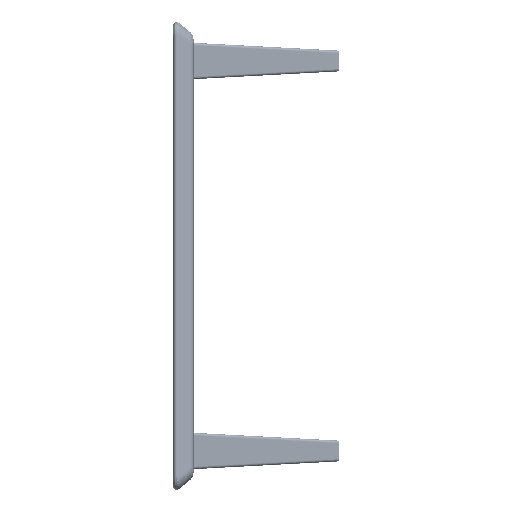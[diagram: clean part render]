
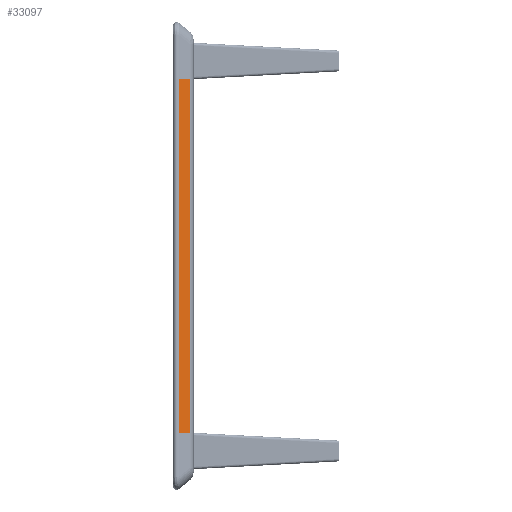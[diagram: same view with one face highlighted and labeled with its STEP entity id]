
A CAD part, left-side view. The second image highlights one B-rep face of the part: STEP entity #33097.
In plain terms, the highlighted planar face has unit normal (-0.777, -0.629, 0).
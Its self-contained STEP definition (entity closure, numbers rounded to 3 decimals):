
#8863 = CARTESIAN_POINT ( 'NONE',  ( -881.588, 287.784, -340. ) ) ;
#9078 = ORIENTED_EDGE ( 'NONE', *, *, #124510, .T. ) ;
#10162 = CARTESIAN_POINT ( 'NONE',  ( -881.588, 287.784, -340. ) ) ;
#10950 = CARTESIAN_POINT ( 'NONE',  ( -881.588, 287.784, 340. ) ) ;
#23510 = AXIS2_PLACEMENT_3D ( 'NONE', #10162, #61538, #168571 ) ;
#30101 = LINE ( 'NONE', #108482, #135792 ) ;
#31056 = VECTOR ( 'NONE', #84822, 1000. ) ;
#33097 = ADVANCED_FACE ( 'NONE', ( #74616 ), #127740, .F. ) ;
#44617 = VERTEX_POINT ( 'NONE', #129385 ) ;
#48662 = VECTOR ( 'NONE', #140719, 1000. ) ;
#61538 = DIRECTION ( 'NONE',  ( 0.777, 0.629, 0. ) ) ;
#70221 = VERTEX_POINT ( 'NONE', #134567 ) ;
#71060 = DIRECTION ( 'NONE',  ( 0., 0., 1. ) ) ;
#74616 = FACE_OUTER_BOUND ( 'NONE', #131894, .T. ) ;
#84822 = DIRECTION ( 'NONE',  ( -0.629, 0.777, 0. ) ) ;
#95100 = CARTESIAN_POINT ( 'NONE',  ( -898.44, 308.595, -340. ) ) ;
#97210 = ORIENTED_EDGE ( 'NONE', *, *, #105316, .T. ) ;
#97839 = LINE ( 'NONE', #150949, #31056 ) ;
#105316 = EDGE_CURVE ( 'NONE', #70221, #44617, #130271, .T. ) ;
#108482 = CARTESIAN_POINT ( 'NONE',  ( -898.44, 308.595, -340. ) ) ;
#113619 = VERTEX_POINT ( 'NONE', #135872 ) ;
#121775 = VECTOR ( 'NONE', #162369, 1000. ) ;
#124510 = EDGE_CURVE ( 'NONE', #113619, #70221, #168166, .T. ) ;
#127740 = PLANE ( 'NONE',  #23510 ) ;
#129385 = CARTESIAN_POINT ( 'NONE',  ( -898.44, 308.595, 340. ) ) ;
#130271 = LINE ( 'NONE', #10950, #48662 ) ;
#131894 = EDGE_LOOP ( 'NONE', ( #159826, #169363, #9078, #97210 ) ) ;
#134567 = CARTESIAN_POINT ( 'NONE',  ( -881.588, 287.784, 340. ) ) ;
#135792 = VECTOR ( 'NONE', #71060, 1000. ) ;
#135872 = CARTESIAN_POINT ( 'NONE',  ( -881.588, 287.784, -340. ) ) ;
#140719 = DIRECTION ( 'NONE',  ( -0.629, 0.777, 0. ) ) ;
#150537 = EDGE_CURVE ( 'NONE', #167107, #44617, #30101, .T. ) ;
#150949 = CARTESIAN_POINT ( 'NONE',  ( -881.588, 287.784, -340. ) ) ;
#159103 = EDGE_CURVE ( 'NONE', #113619, #167107, #97839, .T. ) ;
#159826 = ORIENTED_EDGE ( 'NONE', *, *, #150537, .F. ) ;
#162369 = DIRECTION ( 'NONE',  ( 0., 0., 1. ) ) ;
#167107 = VERTEX_POINT ( 'NONE', #95100 ) ;
#168166 = LINE ( 'NONE', #8863, #121775 ) ;
#168571 = DIRECTION ( 'NONE',  ( -0.629, 0.777, 0. ) ) ;
#169363 = ORIENTED_EDGE ( 'NONE', *, *, #159103, .F. ) ;
